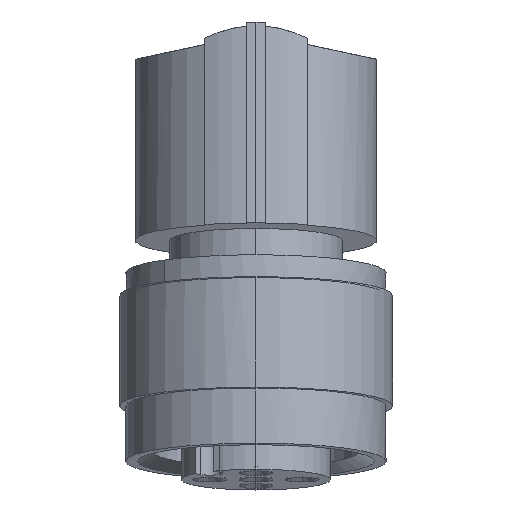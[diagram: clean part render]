
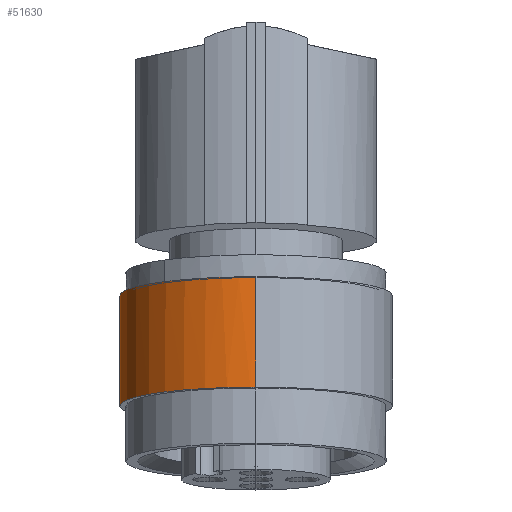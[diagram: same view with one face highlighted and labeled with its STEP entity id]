
A CAD part, left-side view. The second image highlights one B-rep face of the part: STEP entity #51630.
In plain terms, the highlighted cylindrical face has radius 7.35 mm (diameter 14.7 mm), a partial arc.
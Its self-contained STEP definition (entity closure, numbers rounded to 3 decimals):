
#51000=CARTESIAN_POINT('',(-14.358,-39.735,
-311.957));
#51010=DIRECTION('',(0.7,-0.7,
-0.139));
#51020=DIRECTION('',(-0.098,0.098,
-0.99));
#51030=AXIS2_PLACEMENT_3D('',#51000,#51010,#51020);
#51040=CIRCLE('',#51030,7.35);
#51050=CARTESIAN_POINT('',(-13.117,-37.149,
-318.724));
#51060=VERTEX_POINT('',#51050);
#51070=CARTESIAN_POINT('',(-13.634,-40.458,
-304.679));
#51080=VERTEX_POINT('',#51070);
#51090=EDGE_CURVE('',#51060,#51080,#51040,.T.);
#51110=CARTESIAN_POINT('',(-15.081,-39.012,
-319.236));
#51120=VERTEX_POINT('',#51110);
#51150=EDGE_CURVE('',#51120,#51060,#51040,.T.);
#51270=CARTESIAN_POINT('',(-10.156,-43.936,
-312.792));
#51280=DIRECTION('',(0.7,-0.7,
-0.139));
#51290=DIRECTION('',(-0.098,0.098,
-0.99));
#51300=AXIS2_PLACEMENT_3D('',#51270,#51280,#51290);
#51310=CYLINDRICAL_SURFACE('',#51300,7.35);
#51320=CARTESIAN_POINT('',(-10.88,-43.213,
-320.071));
#51330=DIRECTION('',(0.7,-0.7,
-0.139));
#51340=VECTOR('',#51330,1.);
#51350=LINE('',#51320,#51340);
#51360=CARTESIAN_POINT('',(-10.88,-43.213,
-320.071));
#51370=VERTEX_POINT('',#51360);
#51380=EDGE_CURVE('',#51120,#51370,#51350,.T.);
#51390=ORIENTED_EDGE('',*,*,#51380,.F.);
#51400=CARTESIAN_POINT('',(-10.156,-43.936,
-312.792));
#51410=DIRECTION('',(0.7,-0.7,
-0.139));
#51420=DIRECTION('',(-0.098,0.098,
-0.99));
#51430=AXIS2_PLACEMENT_3D('',#51400,#51410,#51420);
#51440=CIRCLE('',#51430,7.35);
#51450=CARTESIAN_POINT('',(-10.661,-42.996,
-320.064));
#51460=VERTEX_POINT('',#51450);
#51470=EDGE_CURVE('',#51370,#51460,#51440,.T.);
#51480=ORIENTED_EDGE('',*,*,#51470,.F.);
#51490=CARTESIAN_POINT('',(-9.433,-44.66,
-305.514));
#51500=VERTEX_POINT('',#51490);
#51510=EDGE_CURVE('',#51460,#51500,#51440,.T.);
#51520=ORIENTED_EDGE('',*,*,#51510,.F.);
#51530=CARTESIAN_POINT('',(-9.433,-44.66,
-305.514));
#51540=DIRECTION('',(0.7,-0.7,
-0.139));
#51550=VECTOR('',#51540,1.);
#51560=LINE('',#51530,#51550);
#51570=EDGE_CURVE('',#51080,#51500,#51560,.T.);
#51580=ORIENTED_EDGE('',*,*,#51570,.T.);
#51590=ORIENTED_EDGE('',*,*,#51090,.T.);
#51600=ORIENTED_EDGE('',*,*,#51150,.T.);
#51610=EDGE_LOOP('',(#51600,#51590,#51580,#51520,#51480,#51390));
#51620=FACE_OUTER_BOUND('',#51610,.T.);
#51630=ADVANCED_FACE('',(#51620),#51310,.T.);
